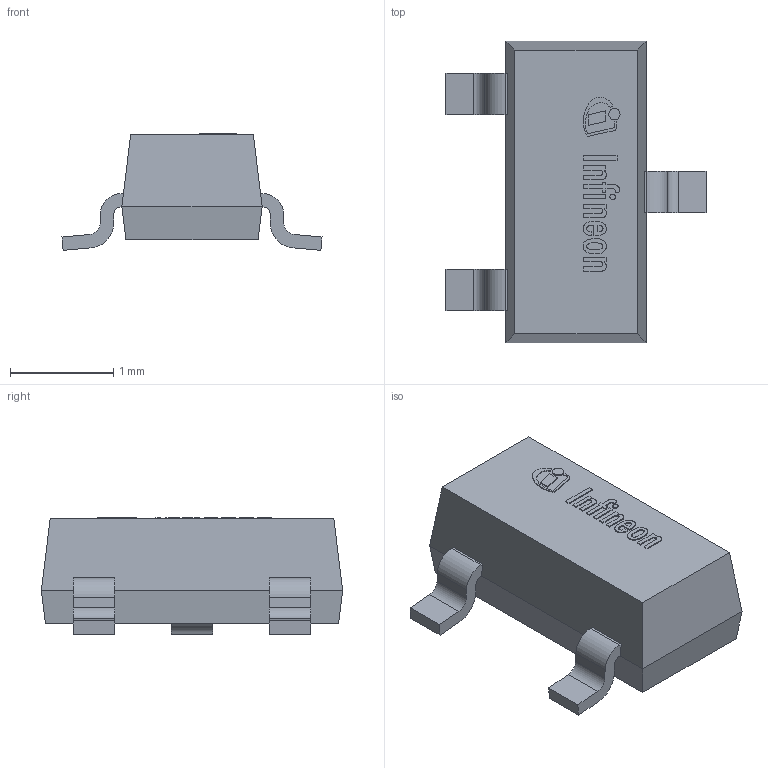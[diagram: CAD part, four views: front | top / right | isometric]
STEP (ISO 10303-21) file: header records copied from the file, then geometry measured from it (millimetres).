
FILE_DESCRIPTION(/* description */ (''),/* implementation_level */ '2;1');
FILE_NAME(/* name */ '1.stp',/* time_stamp */ '2024-06-07T18:49:38+05:30',/* author */ ('sivamani'),/* organization */ (''),/* preprocessor_version */ 'ST-DEVELOPER v19.2',/* originating_system */ 'AutoCAD Mechanical',/* authorisation */ '');
FILE_SCHEMA (('AUTOMOTIVE_DESIGN { 1 0 10303 214 3 1 1 }'));
Length unit declared in the file: millimetre
Products named in the file (1): Product
Bounding box: 2.52 x 2.92 x 1.13 mm (x, y, z)
Volume: 3.9 mm3; surface area: 26.8 mm2
Topology: 17 solids, 17 shells, 167 faces, 399 edges, 266 vertices
Faces by surface type: plane 133, bspline 18, cylinder 16
Full cylindrical faces by diameter (mm): 0.053 x1, 0.11 x1
Entity records: 5040 total; most frequent: CARTESIAN_POINT 1203, ORIENTED_EDGE 798, DIRECTION 695, EDGE_CURVE 399, LINE 331, VECTOR 331, VERTEX_POINT 266, AXIS2_PLACEMENT_3D 182
